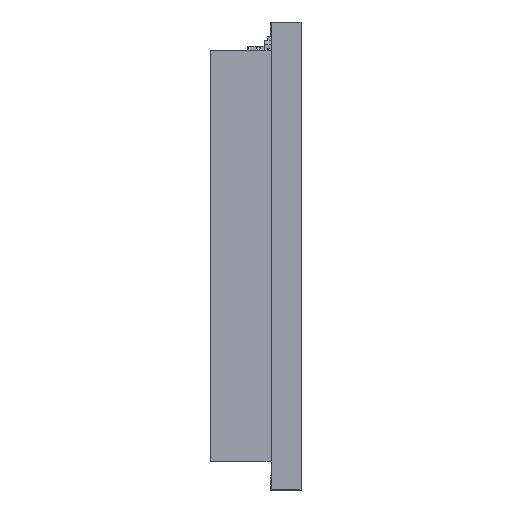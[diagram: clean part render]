
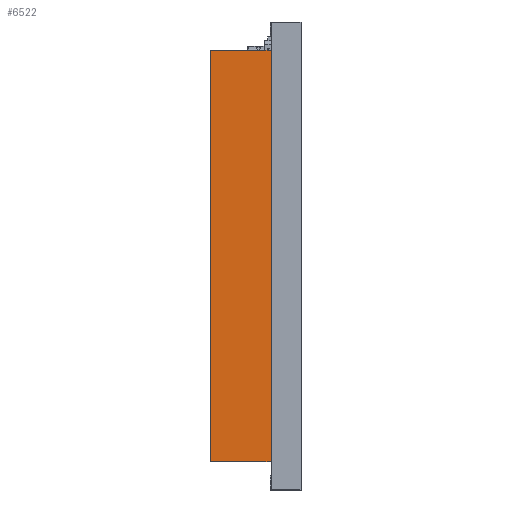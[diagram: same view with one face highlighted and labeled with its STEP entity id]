
A CAD part, left-side view. The second image highlights one B-rep face of the part: STEP entity #6522.
In plain terms, the highlighted planar face has unit normal (-1, 0, 0).
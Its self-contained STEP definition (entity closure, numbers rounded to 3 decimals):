
#495 = VECTOR ( 'NONE', #7734, 1000. ) ;
#805 = PLANE ( 'NONE',  #5197 ) ;
#1094 = LINE ( 'NONE', #11491, #11730 ) ;
#1643 = CARTESIAN_POINT ( 'NONE',  ( -18.5, 4.85, -11. ) ) ;
#1647 = CARTESIAN_POINT ( 'NONE',  ( -18.5, 1.6, -11. ) ) ;
#2706 = ORIENTED_EDGE ( 'NONE', *, *, #12587, .T. ) ;
#2861 = DIRECTION ( 'NONE',  ( 1., 0., 0. ) ) ;
#3568 = CARTESIAN_POINT ( 'NONE',  ( -18.5, 4.85, -11. ) ) ;
#3860 = VERTEX_POINT ( 'NONE', #1647 ) ;
#4105 = EDGE_CURVE ( 'NONE', #6039, #6543, #1094, .T. ) ;
#4218 = CARTESIAN_POINT ( 'NONE',  ( -18.5, 1.6, -11. ) ) ;
#4307 = CARTESIAN_POINT ( 'NONE',  ( -18.5, 4.85, 11. ) ) ;
#4924 = CARTESIAN_POINT ( 'NONE',  ( -18.5, 1.6, 11. ) ) ;
#5197 = AXIS2_PLACEMENT_3D ( 'NONE', #7980, #2861, #10032 ) ;
#5223 = DIRECTION ( 'NONE',  ( 0., 0., 1. ) ) ;
#5702 = CARTESIAN_POINT ( 'NONE',  ( -18.5, 4.85, -11. ) ) ;
#6039 = VERTEX_POINT ( 'NONE', #4307 ) ;
#6072 = LINE ( 'NONE', #4218, #11566 ) ;
#6385 = EDGE_CURVE ( 'NONE', #6919, #6039, #8505, .T. ) ;
#6522 = ADVANCED_FACE ( 'NONE', ( #10292 ), #805, .F. ) ;
#6543 = VERTEX_POINT ( 'NONE', #4924 ) ;
#6919 = VERTEX_POINT ( 'NONE', #1643 ) ;
#7734 = DIRECTION ( 'NONE',  ( 0., 0., 1. ) ) ;
#7980 = CARTESIAN_POINT ( 'NONE',  ( -18.5, 4.85, -11. ) ) ;
#8505 = LINE ( 'NONE', #5702, #495 ) ;
#8629 = EDGE_CURVE ( 'NONE', #6919, #3860, #11925, .T. ) ;
#9428 = DIRECTION ( 'NONE',  ( 0., -1., 0. ) ) ;
#9456 = EDGE_LOOP ( 'NONE', ( #2706, #10107, #12352, #12482 ) ) ;
#9675 = DIRECTION ( 'NONE',  ( 0., -1., 0. ) ) ;
#10032 = DIRECTION ( 'NONE',  ( 0., 0., -1. ) ) ;
#10107 = ORIENTED_EDGE ( 'NONE', *, *, #4105, .F. ) ;
#10292 = FACE_OUTER_BOUND ( 'NONE', #9456, .T. ) ;
#11491 = CARTESIAN_POINT ( 'NONE',  ( -18.5, 4.85, 11. ) ) ;
#11566 = VECTOR ( 'NONE', #5223, 1000. ) ;
#11614 = VECTOR ( 'NONE', #9675, 1000. ) ;
#11730 = VECTOR ( 'NONE', #9428, 1000. ) ;
#11925 = LINE ( 'NONE', #3568, #11614 ) ;
#12352 = ORIENTED_EDGE ( 'NONE', *, *, #6385, .F. ) ;
#12482 = ORIENTED_EDGE ( 'NONE', *, *, #8629, .T. ) ;
#12587 = EDGE_CURVE ( 'NONE', #3860, #6543, #6072, .T. ) ;
